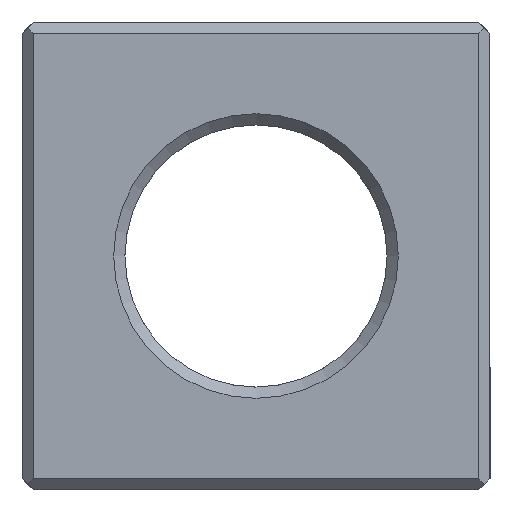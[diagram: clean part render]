
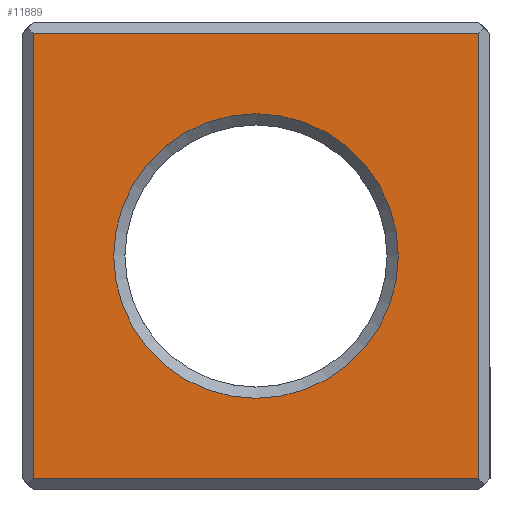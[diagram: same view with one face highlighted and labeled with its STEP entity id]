
A CAD part, left-side view. The second image highlights one B-rep face of the part: STEP entity #11889.
In plain terms, the highlighted planar face has unit normal (-1, 0, 0).
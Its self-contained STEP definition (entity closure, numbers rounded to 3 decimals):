
#72 = PLANE('',#73);
#73 = AXIS2_PLACEMENT_3D('',#74,#75,#76);
#74 = CARTESIAN_POINT('',(0.,0.,0.3));
#75 = DIRECTION('',(-0.707,0.,-0.707));
#76 = DIRECTION('',(0.707,0.,-0.707));
#397 = PLANE('',#398);
#398 = AXIS2_PLACEMENT_3D('',#399,#400,#401);
#399 = CARTESIAN_POINT('',(0.3,12.5,0.));
#400 = DIRECTION('',(0.707,-0.707,0.));
#401 = DIRECTION('',(-0.707,-0.707,0.));
#628 = PLANE('',#629);
#629 = AXIS2_PLACEMENT_3D('',#630,#631,#632);
#630 = CARTESIAN_POINT('',(0.3,0.,0.));
#631 = DIRECTION('',(-0.707,-0.707,0.));
#632 = DIRECTION('',(-0.707,0.707,0.));
#696 = VERTEX_POINT('',#697);
#697 = CARTESIAN_POINT('',(0.,0.3,0.3));
#718 = EDGE_CURVE('',#696,#719,#721,.T.);
#719 = VERTEX_POINT('',#720);
#720 = CARTESIAN_POINT('',(0.,12.2,0.3));
#721 = SURFACE_CURVE('',#722,(#726,#733),.PCURVE_S1.);
#722 = LINE('',#723,#724);
#723 = CARTESIAN_POINT('',(0.,0.,0.3));
#724 = VECTOR('',#725,1.);
#725 = DIRECTION('',(0.,1.,0.));
#726 = PCURVE('',#72,#727);
#727 = DEFINITIONAL_REPRESENTATION('',(#728),#732);
#728 = LINE('',#729,#730);
#729 = CARTESIAN_POINT('',(0.,-0.));
#730 = VECTOR('',#731,1.);
#731 = DIRECTION('',(0.,-1.));
#732 = ( GEOMETRIC_REPRESENTATION_CONTEXT(2) 
PARAMETRIC_REPRESENTATION_CONTEXT() REPRESENTATION_CONTEXT('2D SPACE',''
  ) );
#733 = PCURVE('',#734,#739);
#734 = PLANE('',#735);
#735 = AXIS2_PLACEMENT_3D('',#736,#737,#738);
#736 = CARTESIAN_POINT('',(0.,12.5,0.));
#737 = DIRECTION('',(1.,0.,0.));
#738 = DIRECTION('',(0.,-1.,0.));
#739 = DEFINITIONAL_REPRESENTATION('',(#740),#744);
#740 = LINE('',#741,#742);
#741 = CARTESIAN_POINT('',(12.5,-0.3));
#742 = VECTOR('',#743,1.);
#743 = DIRECTION('',(-1.,0.));
#744 = ( GEOMETRIC_REPRESENTATION_CONTEXT(2) 
PARAMETRIC_REPRESENTATION_CONTEXT() REPRESENTATION_CONTEXT('2D SPACE',''
  ) );
#1467 = VERTEX_POINT('',#1468);
#1468 = CARTESIAN_POINT('',(0.,12.2,12.2));
#1482 = PLANE('',#1483);
#1483 = AXIS2_PLACEMENT_3D('',#1484,#1485,#1486);
#1484 = CARTESIAN_POINT('',(0.3,0.,12.5));
#1485 = DIRECTION('',(-0.707,0.,0.707));
#1486 = DIRECTION('',(-0.707,0.,-0.707));
#1494 = EDGE_CURVE('',#719,#1467,#1495,.T.);
#1495 = SURFACE_CURVE('',#1496,(#1500,#1507),.PCURVE_S1.);
#1496 = LINE('',#1497,#1498);
#1497 = CARTESIAN_POINT('',(0.,12.2,0.));
#1498 = VECTOR('',#1499,1.);
#1499 = DIRECTION('',(0.,0.,1.));
#1500 = PCURVE('',#397,#1501);
#1501 = DEFINITIONAL_REPRESENTATION('',(#1502),#1506);
#1502 = LINE('',#1503,#1504);
#1503 = CARTESIAN_POINT('',(0.424,0.));
#1504 = VECTOR('',#1505,1.);
#1505 = DIRECTION('',(0.,-1.));
#1506 = ( GEOMETRIC_REPRESENTATION_CONTEXT(2) 
PARAMETRIC_REPRESENTATION_CONTEXT() REPRESENTATION_CONTEXT('2D SPACE',''
  ) );
#1507 = PCURVE('',#734,#1508);
#1508 = DEFINITIONAL_REPRESENTATION('',(#1509),#1513);
#1509 = LINE('',#1510,#1511);
#1510 = CARTESIAN_POINT('',(0.3,0.));
#1511 = VECTOR('',#1512,1.);
#1512 = DIRECTION('',(0.,-1.));
#1513 = ( GEOMETRIC_REPRESENTATION_CONTEXT(2) 
PARAMETRIC_REPRESENTATION_CONTEXT() REPRESENTATION_CONTEXT('2D SPACE',''
  ) );
#11846 = VERTEX_POINT('',#11847);
#11847 = CARTESIAN_POINT('',(0.,0.3,12.2));
#11868 = EDGE_CURVE('',#696,#11846,#11869,.T.);
#11869 = SURFACE_CURVE('',#11870,(#11874,#11881),.PCURVE_S1.);
#11870 = LINE('',#11871,#11872);
#11871 = CARTESIAN_POINT('',(0.,0.3,0.));
#11872 = VECTOR('',#11873,1.);
#11873 = DIRECTION('',(0.,0.,1.));
#11874 = PCURVE('',#628,#11875);
#11875 = DEFINITIONAL_REPRESENTATION('',(#11876),#11880);
#11876 = LINE('',#11877,#11878);
#11877 = CARTESIAN_POINT('',(0.424,0.));
#11878 = VECTOR('',#11879,1.);
#11879 = DIRECTION('',(0.,-1.));
#11880 = ( GEOMETRIC_REPRESENTATION_CONTEXT(2) 
PARAMETRIC_REPRESENTATION_CONTEXT() REPRESENTATION_CONTEXT('2D SPACE',''
  ) );
#11881 = PCURVE('',#734,#11882);
#11882 = DEFINITIONAL_REPRESENTATION('',(#11883),#11887);
#11883 = LINE('',#11884,#11885);
#11884 = CARTESIAN_POINT('',(12.2,0.));
#11885 = VECTOR('',#11886,1.);
#11886 = DIRECTION('',(0.,-1.));
#11887 = ( GEOMETRIC_REPRESENTATION_CONTEXT(2) 
PARAMETRIC_REPRESENTATION_CONTEXT() REPRESENTATION_CONTEXT('2D SPACE',''
  ) );
#11889 = ADVANCED_FACE('',(#11890,#11916),#734,.F.);
#11890 = FACE_BOUND('',#11891,.F.);
#11891 = EDGE_LOOP('',(#11892,#11893,#11894,#11895));
#11892 = ORIENTED_EDGE('',*,*,#11868,.F.);
#11893 = ORIENTED_EDGE('',*,*,#718,.T.);
#11894 = ORIENTED_EDGE('',*,*,#1494,.T.);
#11895 = ORIENTED_EDGE('',*,*,#11896,.F.);
#11896 = EDGE_CURVE('',#11846,#1467,#11897,.T.);
#11897 = SURFACE_CURVE('',#11898,(#11902,#11909),.PCURVE_S1.);
#11898 = LINE('',#11899,#11900);
#11899 = CARTESIAN_POINT('',(0.,0.,12.2));
#11900 = VECTOR('',#11901,1.);
#11901 = DIRECTION('',(0.,1.,0.));
#11902 = PCURVE('',#734,#11903);
#11903 = DEFINITIONAL_REPRESENTATION('',(#11904),#11908);
#11904 = LINE('',#11905,#11906);
#11905 = CARTESIAN_POINT('',(12.5,-12.2));
#11906 = VECTOR('',#11907,1.);
#11907 = DIRECTION('',(-1.,0.));
#11908 = ( GEOMETRIC_REPRESENTATION_CONTEXT(2) 
PARAMETRIC_REPRESENTATION_CONTEXT() REPRESENTATION_CONTEXT('2D SPACE',''
  ) );
#11909 = PCURVE('',#1482,#11910);
#11910 = DEFINITIONAL_REPRESENTATION('',(#11911),#11915);
#11911 = LINE('',#11912,#11913);
#11912 = CARTESIAN_POINT('',(0.424,0.));
#11913 = VECTOR('',#11914,1.);
#11914 = DIRECTION('',(0.,-1.));
#11915 = ( GEOMETRIC_REPRESENTATION_CONTEXT(2) 
PARAMETRIC_REPRESENTATION_CONTEXT() REPRESENTATION_CONTEXT('2D SPACE',''
  ) );
#11916 = FACE_BOUND('',#11917,.F.);
#11917 = EDGE_LOOP('',(#11918));
#11918 = ORIENTED_EDGE('',*,*,#11919,.T.);
#11919 = EDGE_CURVE('',#11920,#11920,#11922,.T.);
#11920 = VERTEX_POINT('',#11921);
#11921 = CARTESIAN_POINT('',(0.,2.45,6.25));
#11922 = SURFACE_CURVE('',#11923,(#11928,#11939),.PCURVE_S1.);
#11923 = CIRCLE('',#11924,3.8);
#11924 = AXIS2_PLACEMENT_3D('',#11925,#11926,#11927);
#11925 = CARTESIAN_POINT('',(0.,6.25,6.25));
#11926 = DIRECTION('',(-1.,0.,0.));
#11927 = DIRECTION('',(0.,-1.,0.));
#11928 = PCURVE('',#734,#11929);
#11929 = DEFINITIONAL_REPRESENTATION('',(#11930),#11938);
#11930 = ( BOUNDED_CURVE() B_SPLINE_CURVE(2,(#11931,#11932,#11933,#11934
    ,#11935,#11936,#11937),.UNSPECIFIED.,.T.,.F.) 
B_SPLINE_CURVE_WITH_KNOTS((1,2,2,2,2,1),(-2.094,0.,
    2.094,4.189,6.283,8.378),
.UNSPECIFIED.) CURVE() GEOMETRIC_REPRESENTATION_ITEM() 
RATIONAL_B_SPLINE_CURVE((1.,0.5,1.,0.5,1.,0.5,1.)) REPRESENTATION_ITEM(
  '') );
#11931 = CARTESIAN_POINT('',(10.05,-6.25));
#11932 = CARTESIAN_POINT('',(10.05,-12.832));
#11933 = CARTESIAN_POINT('',(4.35,-9.541));
#11934 = CARTESIAN_POINT('',(-1.35,-6.25));
#11935 = CARTESIAN_POINT('',(4.35,-2.959));
#11936 = CARTESIAN_POINT('',(10.05,0.332));
#11937 = CARTESIAN_POINT('',(10.05,-6.25));
#11938 = ( GEOMETRIC_REPRESENTATION_CONTEXT(2) 
PARAMETRIC_REPRESENTATION_CONTEXT() REPRESENTATION_CONTEXT('2D SPACE',''
  ) );
#11939 = PCURVE('',#11940,#11945);
#11940 = CONICAL_SURFACE('',#11941,3.5,0.785);
#11941 = AXIS2_PLACEMENT_3D('',#11942,#11943,#11944);
#11942 = CARTESIAN_POINT('',(0.3,6.25,6.25));
#11943 = DIRECTION('',(-1.,-0.,-0.));
#11944 = DIRECTION('',(0.,-1.,0.));
#11945 = DEFINITIONAL_REPRESENTATION('',(#11946),#11950);
#11946 = LINE('',#11947,#11948);
#11947 = CARTESIAN_POINT('',(-0.,0.3));
#11948 = VECTOR('',#11949,1.);
#11949 = DIRECTION('',(1.,-0.));
#11950 = ( GEOMETRIC_REPRESENTATION_CONTEXT(2) 
PARAMETRIC_REPRESENTATION_CONTEXT() REPRESENTATION_CONTEXT('2D SPACE',''
  ) );
